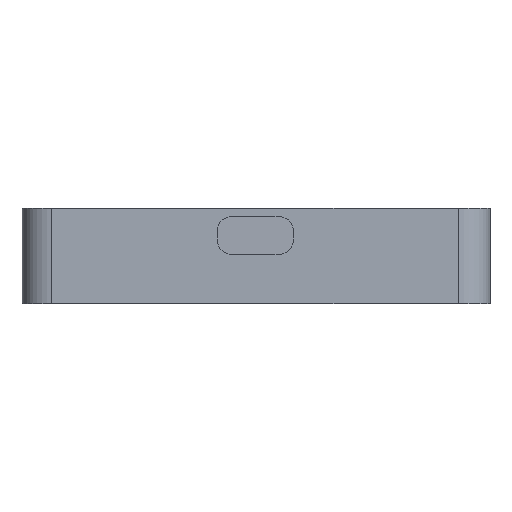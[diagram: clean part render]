
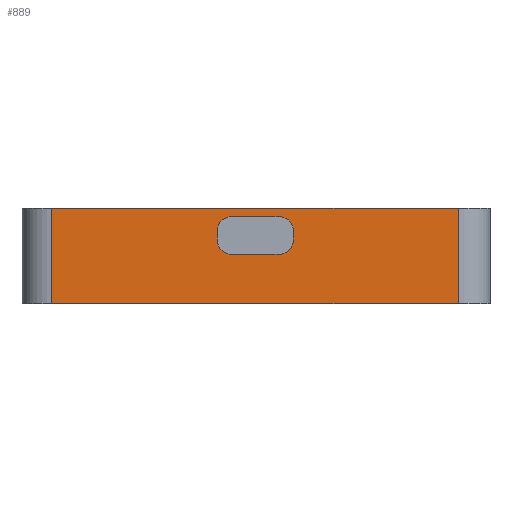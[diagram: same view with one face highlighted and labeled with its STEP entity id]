
A CAD part, left-side view. The second image highlights one B-rep face of the part: STEP entity #889.
In plain terms, the highlighted planar face has unit normal (-1, 0, 0).
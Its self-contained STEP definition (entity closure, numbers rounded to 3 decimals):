
#15=FACE_BOUND('',#119,.T.);
#27=PLANE('',#960);
#65=FACE_OUTER_BOUND('',#118,.T.);
#118=EDGE_LOOP('',(#625,#626,#627,#628));
#119=EDGE_LOOP('',(#629,#630,#631,#632,#633,#634,#635,#636));
#181=LINE('',#1322,#275);
#185=LINE('',#1335,#279);
#186=LINE('',#1337,#280);
#187=LINE('',#1339,#281);
#188=LINE('',#1340,#282);
#189=LINE('',#1342,#283);
#190=LINE('',#1344,#284);
#191=LINE('',#1348,#285);
#275=VECTOR('',#1052,10.);
#279=VECTOR('',#1064,10.);
#280=VECTOR('',#1065,10.);
#281=VECTOR('',#1066,10.);
#282=VECTOR('',#1067,10.);
#283=VECTOR('',#1068,10.);
#284=VECTOR('',#1069,10.);
#285=VECTOR('',#1072,10.);
#367=CIRCLE('',#954,2.);
#369=CIRCLE('',#958,2.);
#371=CIRCLE('',#961,2.);
#372=CIRCLE('',#962,2.);
#401=VERTEX_POINT('',#1312);
#402=VERTEX_POINT('',#1313);
#405=VERTEX_POINT('',#1321);
#407=VERTEX_POINT('',#1327);
#409=VERTEX_POINT('',#1333);
#410=VERTEX_POINT('',#1334);
#411=VERTEX_POINT('',#1336);
#412=VERTEX_POINT('',#1338);
#413=VERTEX_POINT('',#1341);
#414=VERTEX_POINT('',#1343);
#415=VERTEX_POINT('',#1345);
#416=VERTEX_POINT('',#1347);
#485=EDGE_CURVE('',#401,#402,#367,.T.);
#489=EDGE_CURVE('',#405,#401,#181,.T.);
#492=EDGE_CURVE('',#407,#405,#369,.T.);
#495=EDGE_CURVE('',#409,#410,#185,.T.);
#496=EDGE_CURVE('',#411,#409,#186,.T.);
#497=EDGE_CURVE('',#411,#412,#187,.T.);
#498=EDGE_CURVE('',#410,#412,#188,.T.);
#499=EDGE_CURVE('',#413,#407,#189,.T.);
#500=EDGE_CURVE('',#402,#414,#190,.T.);
#501=EDGE_CURVE('',#415,#414,#371,.T.);
#502=EDGE_CURVE('',#416,#415,#191,.T.);
#503=EDGE_CURVE('',#413,#416,#372,.T.);
#625=ORIENTED_EDGE('',*,*,#495,.F.);
#626=ORIENTED_EDGE('',*,*,#496,.F.);
#627=ORIENTED_EDGE('',*,*,#497,.T.);
#628=ORIENTED_EDGE('',*,*,#498,.F.);
#629=ORIENTED_EDGE('',*,*,#499,.T.);
#630=ORIENTED_EDGE('',*,*,#492,.T.);
#631=ORIENTED_EDGE('',*,*,#489,.T.);
#632=ORIENTED_EDGE('',*,*,#485,.T.);
#633=ORIENTED_EDGE('',*,*,#500,.T.);
#634=ORIENTED_EDGE('',*,*,#501,.F.);
#635=ORIENTED_EDGE('',*,*,#502,.F.);
#636=ORIENTED_EDGE('',*,*,#503,.F.);
#889=ADVANCED_FACE('',(#65,#15),#27,.T.);
#954=AXIS2_PLACEMENT_3D('',#1314,#1044,#1045);
#958=AXIS2_PLACEMENT_3D('',#1328,#1057,#1058);
#960=AXIS2_PLACEMENT_3D('',#1332,#1062,#1063);
#961=AXIS2_PLACEMENT_3D('',#1346,#1070,#1071);
#962=AXIS2_PLACEMENT_3D('',#1349,#1073,#1074);
#1044=DIRECTION('center_axis',(1.,0.,0.));
#1045=DIRECTION('ref_axis',(0.,-1.,0.));
#1052=DIRECTION('',(0.,-1.,0.));
#1057=DIRECTION('center_axis',(1.,0.,0.));
#1058=DIRECTION('ref_axis',(0.,0.,1.));
#1062=DIRECTION('center_axis',(-1.,0.,0.));
#1063=DIRECTION('ref_axis',(0.,-1.,0.));
#1064=DIRECTION('',(0.,0.,-1.));
#1065=DIRECTION('',(0.,-1.,0.));
#1066=DIRECTION('',(0.,0.,-1.));
#1067=DIRECTION('',(0.,1.,0.));
#1068=DIRECTION('',(0.,0.,1.));
#1069=DIRECTION('',(0.,0.,-1.));
#1070=DIRECTION('center_axis',(-1.,0.,0.));
#1071=DIRECTION('ref_axis',(0.,0.,-1.));
#1072=DIRECTION('',(0.,-1.,0.));
#1073=DIRECTION('center_axis',(-1.,0.,0.));
#1074=DIRECTION('ref_axis',(0.,1.,0.));
#1312=CARTESIAN_POINT('',(-45.5,-2.962,6.9));
#1313=CARTESIAN_POINT('',(-45.5,-4.962,4.9));
#1314=CARTESIAN_POINT('Origin',(-45.5,-2.962,4.9));
#1321=CARTESIAN_POINT('',(-45.5,3.738,6.9));
#1322=CARTESIAN_POINT('',(-45.5,16.412,6.9));
#1327=CARTESIAN_POINT('',(-45.5,5.738,4.9));
#1328=CARTESIAN_POINT('Origin',(-45.5,3.738,4.9));
#1332=CARTESIAN_POINT('Origin',(-45.5,29.086,-3.901));
#1333=CARTESIAN_POINT('',(-45.5,-28.213,8.099));
#1334=CARTESIAN_POINT('',(-45.5,-28.213,-5.401));
#1335=CARTESIAN_POINT('',(-45.5,-28.213,-3.901));
#1336=CARTESIAN_POINT('',(-45.5,29.086,8.099));
#1337=CARTESIAN_POINT('',(-45.5,-28.213,8.099));
#1338=CARTESIAN_POINT('',(-45.5,29.086,-5.401));
#1339=CARTESIAN_POINT('',(-45.5,29.086,-3.901));
#1340=CARTESIAN_POINT('',(-45.5,-28.213,-5.401));
#1341=CARTESIAN_POINT('',(-45.5,5.738,3.6));
#1342=CARTESIAN_POINT('',(-45.5,5.738,-0.001));
#1343=CARTESIAN_POINT('',(-45.5,-4.962,3.6));
#1344=CARTESIAN_POINT('',(-45.5,-4.962,0.5));
#1345=CARTESIAN_POINT('',(-45.5,-2.962,1.6));
#1346=CARTESIAN_POINT('Origin',(-45.5,-2.962,3.6));
#1347=CARTESIAN_POINT('',(-45.5,3.738,1.6));
#1348=CARTESIAN_POINT('',(-45.5,3.738,1.6));
#1349=CARTESIAN_POINT('Origin',(-45.5,3.738,3.6));
